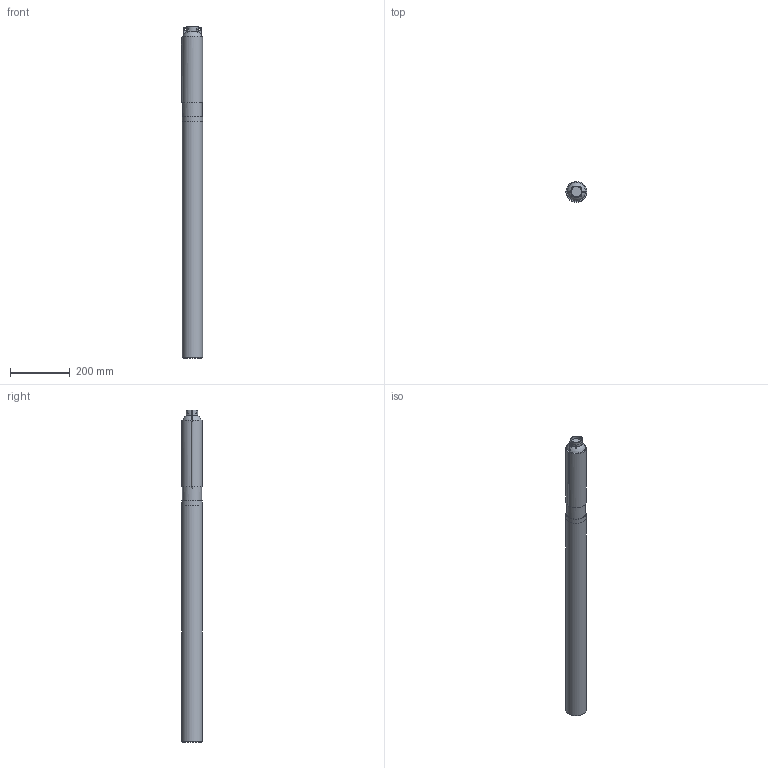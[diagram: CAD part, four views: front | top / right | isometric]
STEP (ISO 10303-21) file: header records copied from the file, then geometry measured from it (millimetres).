
FILE_DESCRIPTION(/* description */ (''),/* implementation_level */ '2;1');
FILE_NAME(/* name */ '3d_TWU3-0205-HS-I-6064278.stp',/* time_stamp */ '2016-11-28T15:16:12+01:00',/* author */ ('Andrzej'),/* organization */ (''),/* preprocessor_version */ 'ST-DEVELOPER v15.5',/* originating_system */ 'AutoCAD Mechanical',/* authorisation */ '');
FILE_SCHEMA (('AUTOMOTIVE_DESIGN { 1 0 10303 214 3 1 1 }'));
Length unit declared in the file: millimetre
Products named in the file (1): Product
Bounding box: 70.99 x 68 x 1110 mm (x, y, z)
Volume: 3935887.1 mm3; surface area: 251003 mm2
Topology: 2 solids, 2 shells, 60 faces, 152 edges, 99 vertices
Faces by surface type: plane 39, cylinder 16, sphere 3, cone 1, torus 1
Full cylindrical faces by diameter (mm): 7.5 x2, 33.7 x1, 37.7 x1, 64 x1, 68 x3
Entity records: 1811 total; most frequent: CARTESIAN_POINT 329, DIRECTION 326, ORIENTED_EDGE 278, EDGE_CURVE 139, AXIS2_PLACEMENT_3D 128, VERTEX_POINT 96, EDGE_LOOP 77, LINE 70
